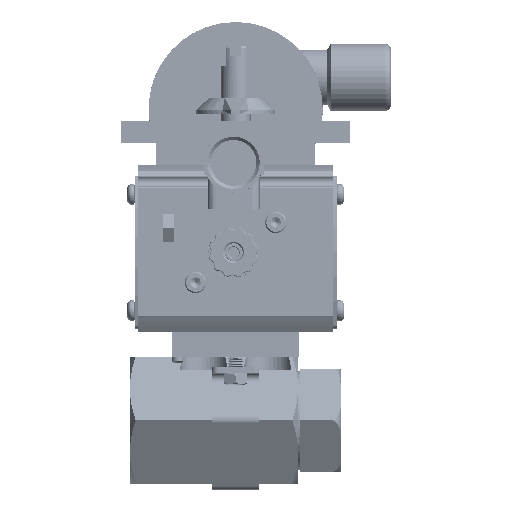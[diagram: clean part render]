
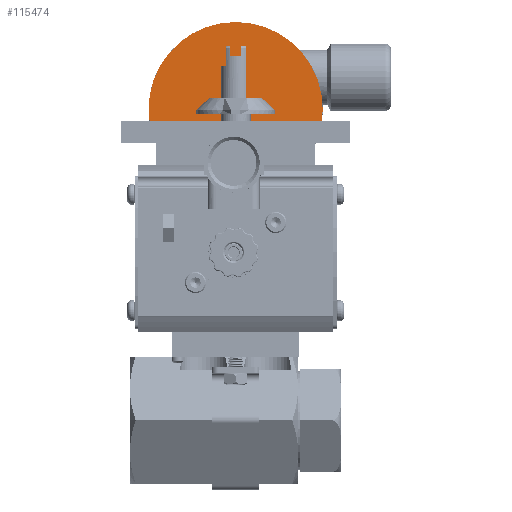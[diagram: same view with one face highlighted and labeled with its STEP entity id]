
A CAD part, top view. The second image highlights one B-rep face of the part: STEP entity #115474.
In plain terms, the highlighted planar face has unit normal (0, 0, 1).
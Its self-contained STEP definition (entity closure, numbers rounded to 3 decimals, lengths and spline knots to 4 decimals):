
#6686 = DIRECTION ( 'NONE',  ( 0., 0., -1. ) ) ;
#6777 = PLANE ( 'NONE',  #196984 ) ;
#18523 = CARTESIAN_POINT ( 'NONE',  ( 1.368, 4.891, -1.29 ) ) ;
#23477 = FACE_BOUND ( 'NONE', #51785, .T. ) ;
#23839 = DIRECTION ( 'NONE',  ( 0., 0., -1. ) ) ;
#30025 = AXIS2_PLACEMENT_3D ( 'NONE', #83326, #201930, #100430 ) ;
#33812 = CARTESIAN_POINT ( 'NONE',  ( -1.367, 4.891, -1.29 ) ) ;
#33907 = EDGE_LOOP ( 'NONE', ( #135667, #101003 ) ) ;
#36910 = DIRECTION ( 'NONE',  ( 0., 0., -1. ) ) ;
#41433 = VERTEX_POINT ( 'NONE', #18523 ) ;
#49169 = CARTESIAN_POINT ( 'NONE',  ( 0.3435, 4.361, -1.29 ) ) ;
#49280 = ORIENTED_EDGE ( 'NONE', *, *, #60964, .F. ) ;
#50115 = AXIS2_PLACEMENT_3D ( 'NONE', #96654, #215258, #113759 ) ;
#51785 = EDGE_LOOP ( 'NONE', ( #85030, #49280 ) ) ;
#60964 = EDGE_CURVE ( 'NONE', #158045, #143810, #193954, .T. ) ;
#66205 = DIRECTION ( 'NONE',  ( 1., 0., 0. ) ) ;
#72295 = CIRCLE ( 'NONE', #142777, 1.3675 ) ;
#78147 = DIRECTION ( 'NONE',  ( 0., 0., 1. ) ) ;
#83326 = CARTESIAN_POINT ( 'NONE',  ( -0.3435, 4.361, -1.29 ) ) ;
#84638 = AXIS2_PLACEMENT_3D ( 'NONE', #179724, #78147, #196755 ) ;
#85030 = ORIENTED_EDGE ( 'NONE', *, *, #121749, .F. ) ;
#90812 = EDGE_CURVE ( 'NONE', #109901, #41433, #72295, .T. ) ;
#91652 = CIRCLE ( 'NONE', #125051, 1.3675 ) ;
#96654 = CARTESIAN_POINT ( 'NONE',  ( -0.3435, 4.361, -1.29 ) ) ;
#100430 = DIRECTION ( 'NONE',  ( 1., 0., 0. ) ) ;
#101003 = ORIENTED_EDGE ( 'NONE', *, *, #197742, .F. ) ;
#106876 = CIRCLE ( 'NONE', #84638, 0.2478 ) ;
#108330 = CARTESIAN_POINT ( 'NONE',  ( 0.0005, 4.891, -1.29 ) ) ;
#108425 = FACE_BOUND ( 'NONE', #201141, .T. ) ;
#109901 = VERTEX_POINT ( 'NONE', #33812 ) ;
#111141 = ORIENTED_EDGE ( 'NONE', *, *, #176293, .F. ) ;
#113759 = DIRECTION ( 'NONE',  ( 1., 0., 0. ) ) ;
#115474 = ADVANCED_FACE ( 'NONE', ( #153605, #108425, #23477 ), #6777, .F. ) ;
#121749 = EDGE_CURVE ( 'NONE', #143810, #158045, #147043, .T. ) ;
#121951 = VERTEX_POINT ( 'NONE', #208262 ) ;
#125051 = AXIS2_PLACEMENT_3D ( 'NONE', #138579, #36910, #155658 ) ;
#125400 = DIRECTION ( 'NONE',  ( 1., 0., 0. ) ) ;
#128421 = ORIENTED_EDGE ( 'NONE', *, *, #172486, .F. ) ;
#135667 = ORIENTED_EDGE ( 'NONE', *, *, #90812, .F. ) ;
#137023 = CARTESIAN_POINT ( 'NONE',  ( 0.0957, 4.361, -1.29 ) ) ;
#138579 = CARTESIAN_POINT ( 'NONE',  ( 0.0005, 4.891, -1.29 ) ) ;
#142580 = DIRECTION ( 'NONE',  ( 1., 0., 0. ) ) ;
#142777 = AXIS2_PLACEMENT_3D ( 'NONE', #108330, #6686, #125400 ) ;
#143810 = VERTEX_POINT ( 'NONE', #205787 ) ;
#146778 = AXIS2_PLACEMENT_3D ( 'NONE', #49169, #167826, #66205 ) ;
#147043 = CIRCLE ( 'NONE', #30025, 0.2478 ) ;
#147765 = CIRCLE ( 'NONE', #146778, 0.2478 ) ;
#153605 = FACE_OUTER_BOUND ( 'NONE', #33907, .T. ) ;
#155658 = DIRECTION ( 'NONE',  ( 1., 0., 0. ) ) ;
#158045 = VERTEX_POINT ( 'NONE', #212164 ) ;
#162261 = VERTEX_POINT ( 'NONE', #137023 ) ;
#167826 = DIRECTION ( 'NONE',  ( 0., 0., 1. ) ) ;
#172486 = EDGE_CURVE ( 'NONE', #121951, #162261, #147765, .T. ) ;
#176293 = EDGE_CURVE ( 'NONE', #162261, #121951, #106876, .T. ) ;
#179724 = CARTESIAN_POINT ( 'NONE',  ( 0.3435, 4.361, -1.29 ) ) ;
#193954 = CIRCLE ( 'NONE', #50115, 0.2478 ) ;
#196755 = DIRECTION ( 'NONE',  ( 1., 0., 0. ) ) ;
#196984 = AXIS2_PLACEMENT_3D ( 'NONE', #209219, #23839, #142580 ) ;
#197742 = EDGE_CURVE ( 'NONE', #41433, #109901, #91652, .T. ) ;
#201141 = EDGE_LOOP ( 'NONE', ( #128421, #111141 ) ) ;
#201930 = DIRECTION ( 'NONE',  ( 0., 0., 1. ) ) ;
#205787 = CARTESIAN_POINT ( 'NONE',  ( -0.0958, 4.361, -1.29 ) ) ;
#208262 = CARTESIAN_POINT ( 'NONE',  ( 0.5912, 4.361, -1.29 ) ) ;
#209219 = CARTESIAN_POINT ( 'NONE',  ( 0.0005, 4.891, -1.29 ) ) ;
#212164 = CARTESIAN_POINT ( 'NONE',  ( -0.5913, 4.361, -1.29 ) ) ;
#215258 = DIRECTION ( 'NONE',  ( 0., 0., 1. ) ) ;
